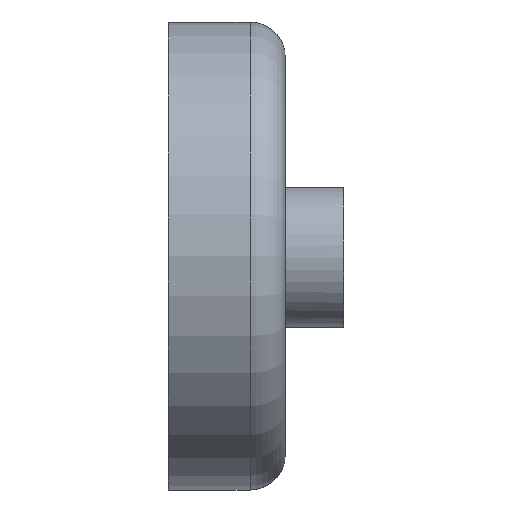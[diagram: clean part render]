
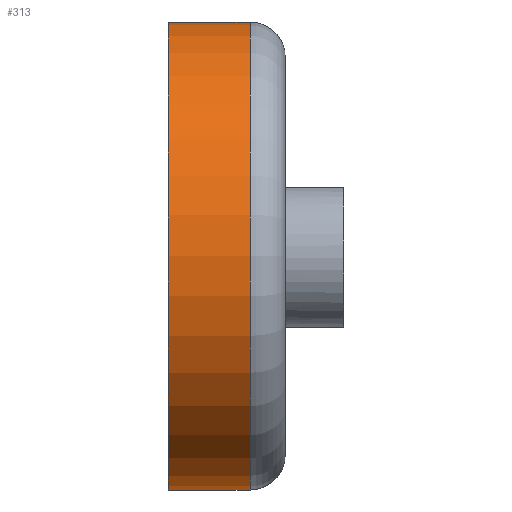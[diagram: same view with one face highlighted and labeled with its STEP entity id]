
A CAD part, top view. The second image highlights one B-rep face of the part: STEP entity #313.
In plain terms, the highlighted cylindrical face has radius 20 mm (diameter 40 mm), a partial arc.
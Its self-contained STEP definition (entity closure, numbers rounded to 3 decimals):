
#181=CARTESIAN_POINT('Axis2P3D Location',(5.,0.,0.)) ;
#199=CARTESIAN_POINT('Vertex',(0.,20.,0.)) ;
#202=CARTESIAN_POINT('Line Origine',(5.,20.,0.)) ;
#206=CARTESIAN_POINT('Vertex',(7.,20.,0.)) ;
#288=CARTESIAN_POINT('Axis2P3D Location',(0.,0.,0.)) ;
#292=CARTESIAN_POINT('Vertex',(0.,-20.,0.)) ;
#295=CARTESIAN_POINT('Line Origine',(5.,-20.,0.)) ;
#299=CARTESIAN_POINT('Vertex',(7.,-20.,0.)) ;
#302=CARTESIAN_POINT('Axis2P3D Location',(7.,0.,0.)) ;
#182=DIRECTION('Axis2P3D Direction',(1.,0.,0.)) ;
#183=DIRECTION('Axis2P3D XDirection',(0.,1.,0.)) ;
#203=DIRECTION('Vector Direction',(1.,0.,0.)) ;
#289=DIRECTION('Axis2P3D Direction',(1.,0.,0.)) ;
#296=DIRECTION('Vector Direction',(1.,0.,0.)) ;
#303=DIRECTION('Axis2P3D Direction',(1.,0.,0.)) ;
#184=AXIS2_PLACEMENT_3D('Cylinder Axis2P3D',#181,#182,#183) ;
#290=AXIS2_PLACEMENT_3D('Circle Axis2P3D',#288,#289,$) ;
#304=AXIS2_PLACEMENT_3D('Circle Axis2P3D',#302,#303,$) ;
#308=ORIENTED_EDGE('',*,*,#208,.F.) ;
#309=ORIENTED_EDGE('',*,*,#294,.T.) ;
#310=ORIENTED_EDGE('',*,*,#301,.T.) ;
#311=ORIENTED_EDGE('',*,*,#306,.F.) ;
#204=VECTOR('Line Direction',#203,1.) ;
#297=VECTOR('Line Direction',#296,1.) ;
#313=ADVANCED_FACE('PartBody',(#312),#185,.T.) ;
#291=CIRCLE('generated circle',#290,20.) ;
#305=CIRCLE('generated circle',#304,20.) ;
#185=CYLINDRICAL_SURFACE('generated cylinder',#184,20.) ;
#208=EDGE_CURVE('',#200,#207,#205,.T.) ;
#294=EDGE_CURVE('',#200,#293,#291,.T.) ;
#301=EDGE_CURVE('',#293,#300,#298,.T.) ;
#306=EDGE_CURVE('',#207,#300,#305,.T.) ;
#307=EDGE_LOOP('',(#308,#309,#310,#311)) ;
#312=FACE_OUTER_BOUND('',#307,.T.) ;
#205=LINE('Line',#202,#204) ;
#298=LINE('Line',#295,#297) ;
#200=VERTEX_POINT('',#199) ;
#207=VERTEX_POINT('',#206) ;
#293=VERTEX_POINT('',#292) ;
#300=VERTEX_POINT('',#299) ;
